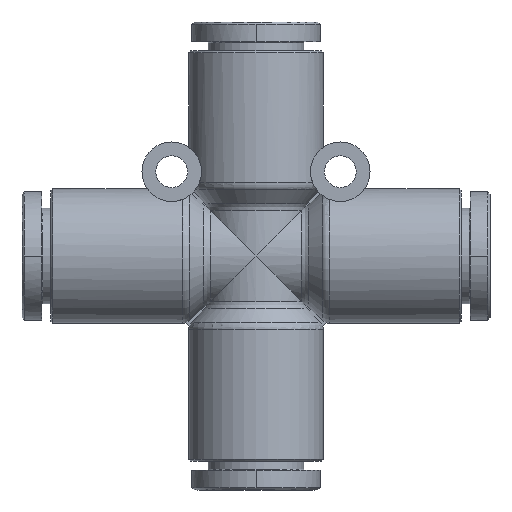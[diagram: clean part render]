
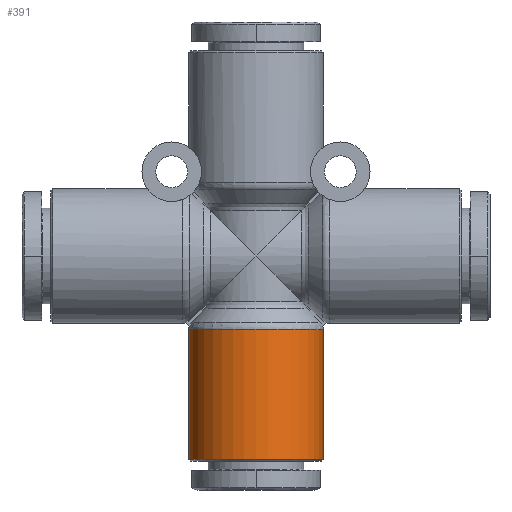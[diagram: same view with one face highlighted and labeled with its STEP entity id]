
A CAD part, front view. The second image highlights one B-rep face of the part: STEP entity #391.
In plain terms, the highlighted cylindrical face has radius 6.8 mm (diameter 13.6 mm), a partial arc.
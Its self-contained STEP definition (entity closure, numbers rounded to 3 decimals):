
#350=CARTESIAN_POINT('',(0.,0.0,-13.05));
#351=DIRECTION('',(0.,0.0,-1.0));
#352=DIRECTION('',(1.0,0.0,0.0));
#353=AXIS2_PLACEMENT_3D('',#350,#351,#352);
#354=CYLINDRICAL_SURFACE('',#353,6.8);
#355=CARTESIAN_POINT('',(6.8,0.,-7.434));
#356=VERTEX_POINT('',#355);
#357=CARTESIAN_POINT('',(6.8,0.,-20.55));
#358=VERTEX_POINT('',#357);
#359=CARTESIAN_POINT('',(6.8,0.,-7.434));
#360=DIRECTION('',(0.0,0.0,-1.0));
#361=VECTOR('',#360,13.116);
#362=LINE('',#359,#361);
#363=EDGE_CURVE('',#356,#358,#362,.T.);
#364=ORIENTED_EDGE('',*,*,#363,.F.);
#365=CARTESIAN_POINT('',(-6.8,0.,-7.434));
#366=VERTEX_POINT('',#365);
#367=CARTESIAN_POINT('',(0.,0.0,-7.434));
#368=DIRECTION('',(0.0,0.0,1.0));
#369=DIRECTION('',(-1.0,0.0,0.0));
#370=AXIS2_PLACEMENT_3D('',#367,#368,#369);
#371=CIRCLE('',#370,6.8);
#372=EDGE_CURVE('',#366,#356,#371,.T.);
#373=ORIENTED_EDGE('',*,*,#372,.F.);
#374=CARTESIAN_POINT('',(-6.8,0.,-20.55));
#375=VERTEX_POINT('',#374);
#376=CARTESIAN_POINT('',(-6.8,0.,-20.55));
#377=DIRECTION('',(0.0,0.0,1.0));
#378=VECTOR('',#377,13.116);
#379=LINE('',#376,#378);
#380=EDGE_CURVE('',#375,#366,#379,.T.);
#381=ORIENTED_EDGE('',*,*,#380,.F.);
#382=CARTESIAN_POINT('',(0.,0.,-20.55));
#383=DIRECTION('',(0.0,0.0,-1.0));
#384=DIRECTION('',(-1.0,0.0,0.0));
#385=AXIS2_PLACEMENT_3D('',#382,#383,#384);
#386=CIRCLE('',#385,6.8);
#387=EDGE_CURVE('',#358,#375,#386,.T.);
#388=ORIENTED_EDGE('',*,*,#387,.F.);
#389=EDGE_LOOP('',(#364,#373,#381,#388));
#390=FACE_OUTER_BOUND('',#389,.T.);
#391=ADVANCED_FACE('',(#390),#354,.T.);
